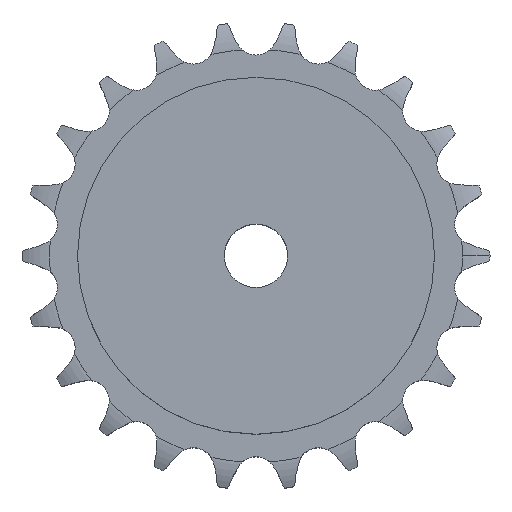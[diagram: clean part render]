
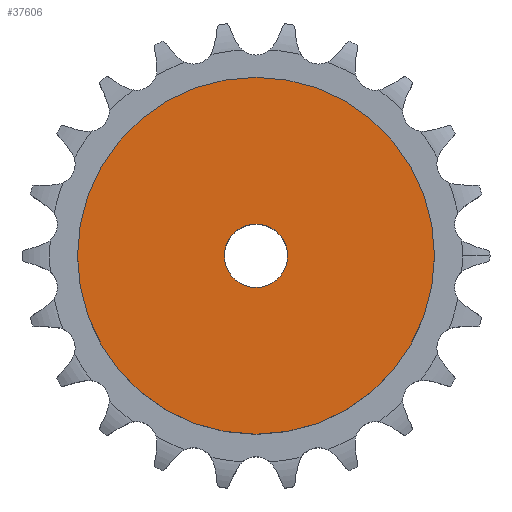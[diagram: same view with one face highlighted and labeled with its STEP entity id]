
A CAD part, top view. The second image highlights one B-rep face of the part: STEP entity #37606.
In plain terms, the highlighted planar face has unit normal (0, 0, 1).
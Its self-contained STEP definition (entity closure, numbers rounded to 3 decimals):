
#20044 = CYLINDRICAL_SURFACE('',#20045,8.);
#20045 = AXIS2_PLACEMENT_3D('',#20046,#20047,#20048);
#20046 = CARTESIAN_POINT('',(0.,0.,186.932));
#20047 = DIRECTION('',(0.,0.,1.));
#20048 = DIRECTION('',(1.,0.,0.));
#25760 = EDGE_CURVE('',#25761,#25761,#25763,.T.);
#25761 = VERTEX_POINT('',#25762);
#25762 = CARTESIAN_POINT('',(8.,0.,45.));
#25763 = SURFACE_CURVE('',#25764,(#25769,#25776),.PCURVE_S1.);
#25764 = CIRCLE('',#25765,8.);
#25765 = AXIS2_PLACEMENT_3D('',#25766,#25767,#25768);
#25766 = CARTESIAN_POINT('',(0.,0.,45.));
#25767 = DIRECTION('',(0.,0.,1.));
#25768 = DIRECTION('',(1.,0.,0.));
#25769 = PCURVE('',#20044,#25770);
#25770 = DEFINITIONAL_REPRESENTATION('',(#25771),#25775);
#25771 = LINE('',#25772,#25773);
#25772 = CARTESIAN_POINT('',(0.,-141.932));
#25773 = VECTOR('',#25774,1.);
#25774 = DIRECTION('',(1.,0.));
#25775 = ( GEOMETRIC_REPRESENTATION_CONTEXT(2) 
PARAMETRIC_REPRESENTATION_CONTEXT() REPRESENTATION_CONTEXT('2D SPACE',''
  ) );
#25776 = PCURVE('',#25777,#25782);
#25777 = PLANE('',#25778);
#25778 = AXIS2_PLACEMENT_3D('',#25779,#25780,#25781);
#25779 = CARTESIAN_POINT('',(0.,0.,45.)
  );
#25780 = DIRECTION('',(0.,0.,1.));
#25781 = DIRECTION('',(1.,0.,0.));
#25782 = DEFINITIONAL_REPRESENTATION('',(#25783),#25787);
#25783 = CIRCLE('',#25784,8.);
#25784 = AXIS2_PLACEMENT_2D('',#25785,#25786);
#25785 = CARTESIAN_POINT('',(0.,0.));
#25786 = DIRECTION('',(1.,0.));
#25787 = ( GEOMETRIC_REPRESENTATION_CONTEXT(2) 
PARAMETRIC_REPRESENTATION_CONTEXT() REPRESENTATION_CONTEXT('2D SPACE',''
  ) );
#37606 = ADVANCED_FACE('',(#37607,#37638),#25777,.T.);
#37607 = FACE_BOUND('',#37608,.T.);
#37608 = EDGE_LOOP('',(#37609));
#37609 = ORIENTED_EDGE('',*,*,#37610,.T.);
#37610 = EDGE_CURVE('',#37611,#37611,#37613,.T.);
#37611 = VERTEX_POINT('',#37612);
#37612 = CARTESIAN_POINT('',(45.,0.,45.));
#37613 = SURFACE_CURVE('',#37614,(#37619,#37626),.PCURVE_S1.);
#37614 = CIRCLE('',#37615,45.);
#37615 = AXIS2_PLACEMENT_3D('',#37616,#37617,#37618);
#37616 = CARTESIAN_POINT('',(0.,0.,45.));
#37617 = DIRECTION('',(0.,0.,1.));
#37618 = DIRECTION('',(1.,0.,0.));
#37619 = PCURVE('',#25777,#37620);
#37620 = DEFINITIONAL_REPRESENTATION('',(#37621),#37625);
#37621 = CIRCLE('',#37622,45.);
#37622 = AXIS2_PLACEMENT_2D('',#37623,#37624);
#37623 = CARTESIAN_POINT('',(0.,0.));
#37624 = DIRECTION('',(1.,0.));
#37625 = ( GEOMETRIC_REPRESENTATION_CONTEXT(2) 
PARAMETRIC_REPRESENTATION_CONTEXT() REPRESENTATION_CONTEXT('2D SPACE',''
  ) );
#37626 = PCURVE('',#37627,#37632);
#37627 = CYLINDRICAL_SURFACE('',#37628,45.);
#37628 = AXIS2_PLACEMENT_3D('',#37629,#37630,#37631);
#37629 = CARTESIAN_POINT('',(0.,0.,0.));
#37630 = DIRECTION('',(-0.,-0.,-1.));
#37631 = DIRECTION('',(1.,0.,0.));
#37632 = DEFINITIONAL_REPRESENTATION('',(#37633),#37637);
#37633 = LINE('',#37634,#37635);
#37634 = CARTESIAN_POINT('',(-0.,-45.));
#37635 = VECTOR('',#37636,1.);
#37636 = DIRECTION('',(-1.,0.));
#37637 = ( GEOMETRIC_REPRESENTATION_CONTEXT(2) 
PARAMETRIC_REPRESENTATION_CONTEXT() REPRESENTATION_CONTEXT('2D SPACE',''
  ) );
#37638 = FACE_BOUND('',#37639,.T.);
#37639 = EDGE_LOOP('',(#37640));
#37640 = ORIENTED_EDGE('',*,*,#25760,.F.);
